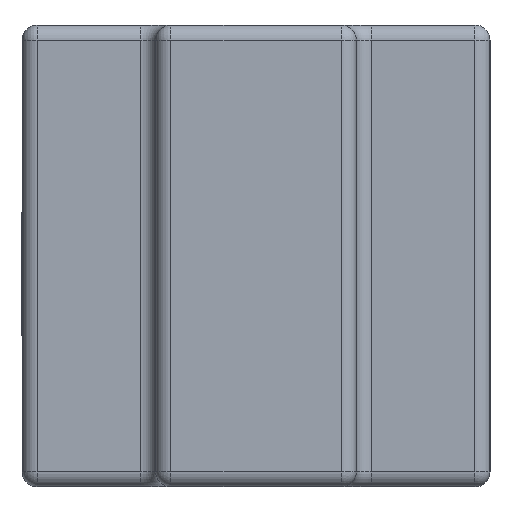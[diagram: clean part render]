
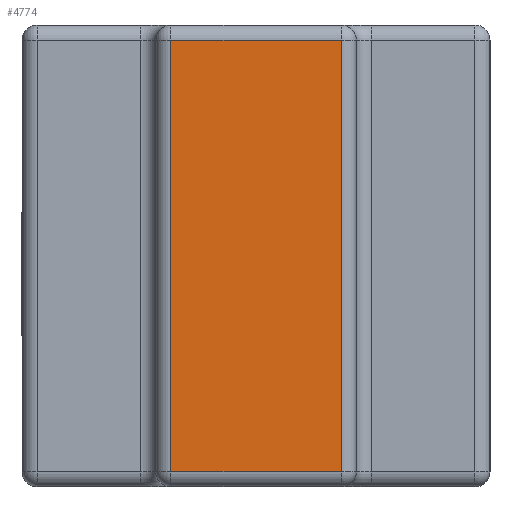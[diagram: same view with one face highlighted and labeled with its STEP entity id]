
A CAD part, left-side view. The second image highlights one B-rep face of the part: STEP entity #4774.
In plain terms, the highlighted planar face has unit normal (-1, 0, 0).
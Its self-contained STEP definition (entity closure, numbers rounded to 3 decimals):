
#21 = VERTEX_POINT ( 'NONE', #4511 ) ;
#22 = CARTESIAN_POINT ( 'NONE',  ( 0., 5.25, 7.35 ) ) ;
#209 = AXIS2_PLACEMENT_3D ( 'NONE', #5495, #2071, #2948 ) ;
#618 = CARTESIAN_POINT ( 'NONE',  ( 0., 2.45, 0.25 ) ) ;
#639 = DIRECTION ( 'NONE',  ( 0., 1., 0. ) ) ;
#852 = VECTOR ( 'NONE', #2152, 1000. ) ;
#953 = VERTEX_POINT ( 'NONE', #3327 ) ;
#1020 = VECTOR ( 'NONE', #639, 1000. ) ;
#1054 = EDGE_CURVE ( 'NONE', #21, #4738, #2178, .T. ) ;
#1067 = DIRECTION ( 'NONE',  ( 0., 0., -1. ) ) ;
#1274 = LINE ( 'NONE', #3279, #1020 ) ;
#1519 = EDGE_CURVE ( 'NONE', #4738, #953, #4613, .T. ) ;
#1821 = VECTOR ( 'NONE', #1067, 1000. ) ;
#1913 = ORIENTED_EDGE ( 'NONE', *, *, #4671, .T. ) ;
#1935 = ORIENTED_EDGE ( 'NONE', *, *, #1519, .T. ) ;
#2071 = DIRECTION ( 'NONE',  ( 1., 0., 0. ) ) ;
#2152 = DIRECTION ( 'NONE',  ( 0., -1., 0. ) ) ;
#2178 = LINE ( 'NONE', #2646, #852 ) ;
#2445 = CARTESIAN_POINT ( 'NONE',  ( 0., 5.25, 7.6 ) ) ;
#2540 = DIRECTION ( 'NONE',  ( 0., 0., 1. ) ) ;
#2646 = CARTESIAN_POINT ( 'NONE',  ( 0., 2.45, 0.25 ) ) ;
#2948 = DIRECTION ( 'NONE',  ( 0., 0., -1. ) ) ;
#2966 = ORIENTED_EDGE ( 'NONE', *, *, #4726, .T. ) ;
#3009 = CARTESIAN_POINT ( 'NONE',  ( 0., 2.45, 7.6 ) ) ;
#3279 = CARTESIAN_POINT ( 'NONE',  ( 0., 2.2, 7.35 ) ) ;
#3327 = CARTESIAN_POINT ( 'NONE',  ( 0., 2.45, 7.35 ) ) ;
#3829 = ORIENTED_EDGE ( 'NONE', *, *, #1054, .T. ) ;
#4084 = VERTEX_POINT ( 'NONE', #22 ) ;
#4149 = VECTOR ( 'NONE', #2540, 1000. ) ;
#4239 = PLANE ( 'NONE',  #209 ) ;
#4271 = LINE ( 'NONE', #2445, #1821 ) ;
#4511 = CARTESIAN_POINT ( 'NONE',  ( 0., 5.25, 0.25 ) ) ;
#4613 = LINE ( 'NONE', #3009, #4149 ) ;
#4671 = EDGE_CURVE ( 'NONE', #953, #4084, #1274, .T. ) ;
#4725 = FACE_OUTER_BOUND ( 'NONE', #4744, .T. ) ;
#4726 = EDGE_CURVE ( 'NONE', #4084, #21, #4271, .T. ) ;
#4738 = VERTEX_POINT ( 'NONE', #618 ) ;
#4744 = EDGE_LOOP ( 'NONE', ( #2966, #3829, #1935, #1913 ) ) ;
#4774 = ADVANCED_FACE ( 'NONE', ( #4725 ), #4239, .F. ) ;
#5495 = CARTESIAN_POINT ( 'NONE',  ( 0., 2.2, 7.6 ) ) ;
